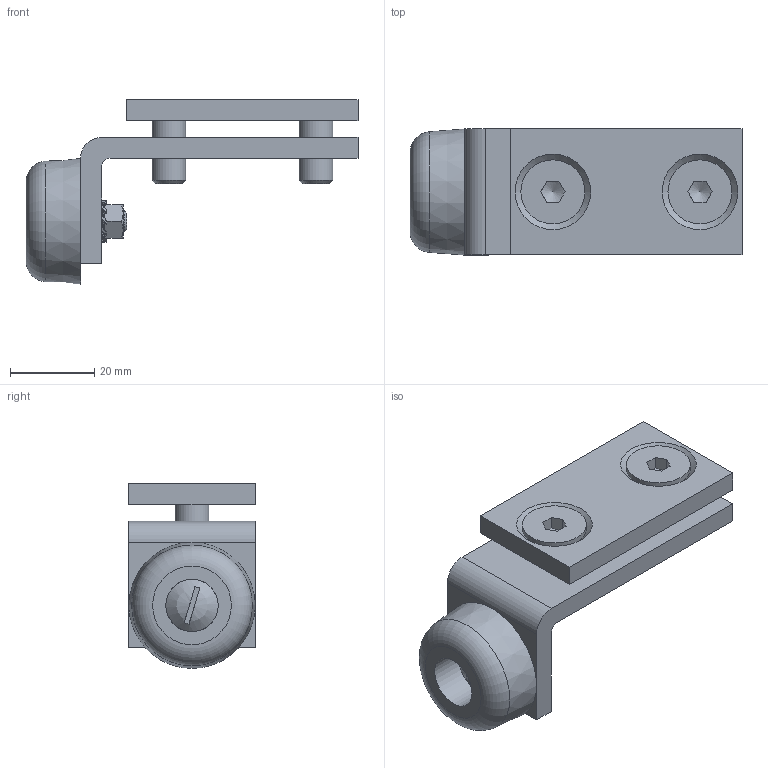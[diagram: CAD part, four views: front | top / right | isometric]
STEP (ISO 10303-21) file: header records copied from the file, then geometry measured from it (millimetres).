
FILE_DESCRIPTION(/* description */ (''),/* implementation_level */ '2;1');
FILE_NAME(/* name */ '9149-1.stp',/* time_stamp */ '2019-08-05T15:05:37+02:00',/* author */ ('Marc'),/* organization */ (''),/* preprocessor_version */ 'ST-DEVELOPER v17.2',/* originating_system */ 'Autodesk Inventor 2019',/* authorisation */ '');
FILE_SCHEMA (('AUTOMOTIVE_DESIGN { 1 0 10303 214 3 1 1 }'));
Length unit declared in the file: millimetre
Products named in the file (8): 9149-1; 17725PF; 17725; 15546; 04585; 06003; 09013; ISO 10642  - M8  x  20
Assembly tree (8 placements, depth 2):
  9149-1
    17725PF
    17725
    15546
    04585
    06003
    09013
    ISO 10642  - M8  x  20  x2
Bounding box: 79 x 30 x 44 mm (x, y, z)
Volume: 30281.7 mm3; surface area: 16241.6 mm2
Topology: 8 solids, 8 shells, 708 faces, 2071 edges, 1381 vertices
Faces by surface type: cylinder 632, plane 50, cone 24, torus 1, bspline 1
Full cylindrical faces by diameter (mm): 4.134 x1, 5 x1, 5.3 x1, 6 x1, 6.5 x1, 6.647 x2, 8 x2, 8.2 x2, 12.5 x1, 15.24 x2
Entity records: 29750 total; most frequent: CARTESIAN_POINT 14343, ORIENTED_EDGE 4072, EDGE_CURVE 2036, DIRECTION 1825, B_SPLINE_CURVE_WITH_KNOTS 1742, VERTEX_POINT 1358, AXIS2_PLACEMENT_3D 853, EDGE_LOOP 714
